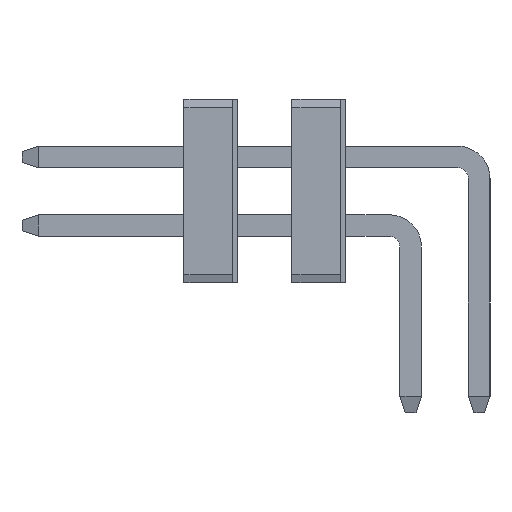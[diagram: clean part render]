
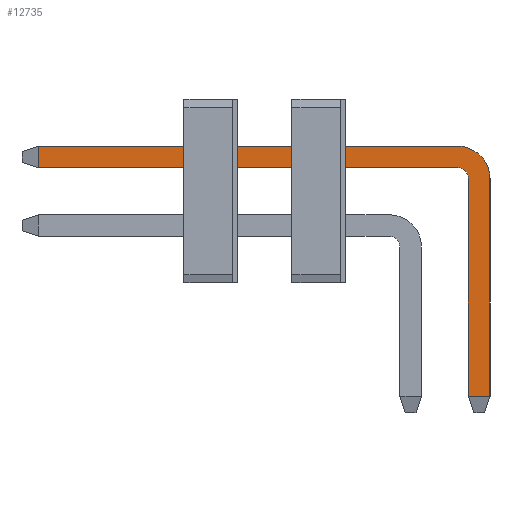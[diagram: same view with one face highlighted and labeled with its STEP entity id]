
A CAD part, left-side view. The second image highlights one B-rep face of the part: STEP entity #12735.
In plain terms, the highlighted planar face has unit normal (-1, 0, 0).
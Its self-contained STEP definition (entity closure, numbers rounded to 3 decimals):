
#12489=CARTESIAN_POINT('',(-0.2,5.7,0.435));
#12490=VERTEX_POINT('',#12489);
#12513=CARTESIAN_POINT('',(-0.2,5.7,0.835));
#12514=VERTEX_POINT('',#12513);
#12515=CARTESIAN_POINT('',(-0.2,5.7,0.435));
#12516=DIRECTION('',(0.,0.,1.));
#12517=VECTOR('',#12516,0.4);
#12518=LINE('',#12515,#12517);
#12519=EDGE_CURVE('',#12490,#12514,#12518,.T.);
#12560=CARTESIAN_POINT('',(-0.2,-2.07,0.835));
#12561=VERTEX_POINT('',#12560);
#12562=CARTESIAN_POINT('',(-0.2,5.7,0.835));
#12563=DIRECTION('',(0.,-1.,0.));
#12564=VECTOR('',#12563,7.77);
#12565=LINE('',#12562,#12564);
#12566=EDGE_CURVE('',#12514,#12561,#12565,.T.);
#12667=CARTESIAN_POINT('',(-0.2,-2.07,0.435));
#12668=VERTEX_POINT('',#12667);
#12675=CARTESIAN_POINT('',(-0.2,-2.07,0.435));
#12676=DIRECTION('',(0.,1.,0.));
#12677=VECTOR('',#12676,7.77);
#12678=LINE('',#12675,#12677);
#12679=EDGE_CURVE('',#12668,#12490,#12678,.T.);
#12685=CARTESIAN_POINT('',(-0.2,6.,0.835));
#12686=DIRECTION('',(0.,0.,-1.));
#12687=DIRECTION('',(-1.,-0.,-0.));
#12688=AXIS2_PLACEMENT_3D('',#12685,#12687,#12686);
#12689=PLANE('',#12688);
#12690=ORIENTED_EDGE('',*,*,#12679,.F.);
#12691=CARTESIAN_POINT('',(-0.2,-2.27,0.235));
#12692=VERTEX_POINT('',#12691);
#12693=CARTESIAN_POINT('',(-0.2,-2.07,0.235));
#12694=DIRECTION('',(0.,0.,1.));
#12695=DIRECTION('',(1.,0.,0.));
#12696=AXIS2_PLACEMENT_3D('',#12693,#12695,#12694);
#12697=CIRCLE('',#12696,0.2);
#12698=EDGE_CURVE('',#12668,#12692,#12697,.T.);
#12699=ORIENTED_EDGE('',*,*,#12698,.T.);
#12700=CARTESIAN_POINT('',(-0.2,-2.27,-3.8));
#12701=VERTEX_POINT('',#12700);
#12702=CARTESIAN_POINT('',(-0.2,-2.27,0.235));
#12703=DIRECTION('',(0.,0.,-1.));
#12704=VECTOR('',#12703,4.035);
#12705=LINE('',#12702,#12704);
#12706=EDGE_CURVE('',#12692,#12701,#12705,.T.);
#12707=ORIENTED_EDGE('',*,*,#12706,.T.);
#12708=CARTESIAN_POINT('',(-0.2,-2.67,-3.8));
#12709=VERTEX_POINT('',#12708);
#12710=CARTESIAN_POINT('',(-0.2,-2.27,-3.8));
#12711=DIRECTION('',(0.,-1.,0.));
#12712=VECTOR('',#12711,0.4);
#12713=LINE('',#12710,#12712);
#12714=EDGE_CURVE('',#12701,#12709,#12713,.T.);
#12715=ORIENTED_EDGE('',*,*,#12714,.T.);
#12716=CARTESIAN_POINT('',(-0.2,-2.67,0.235));
#12717=VERTEX_POINT('',#12716);
#12718=CARTESIAN_POINT('',(-0.2,-2.67,-3.8));
#12719=DIRECTION('',(0.,0.,1.));
#12720=VECTOR('',#12719,4.035);
#12721=LINE('',#12718,#12720);
#12722=EDGE_CURVE('',#12709,#12717,#12721,.T.);
#12723=ORIENTED_EDGE('',*,*,#12722,.T.);
#12724=CARTESIAN_POINT('',(-0.2,-2.07,0.235));
#12725=DIRECTION('',(0.,-1.,0.));
#12726=DIRECTION('',(-1.,0.,0.));
#12727=AXIS2_PLACEMENT_3D('',#12724,#12726,#12725);
#12728=CIRCLE('',#12727,0.6);
#12729=EDGE_CURVE('',#12717,#12561,#12728,.T.);
#12730=ORIENTED_EDGE('',*,*,#12729,.T.);
#12731=ORIENTED_EDGE('',*,*,#12566,.F.);
#12732=ORIENTED_EDGE('',*,*,#12519,.F.);
#12733=EDGE_LOOP('',(#12690,#12699,#12707,#12715,#12723,#12730,#12731,#12732));
#12734=FACE_OUTER_BOUND('',#12733,.T.);
#12735=ADVANCED_FACE('',(#12734),#12689,.T.);
